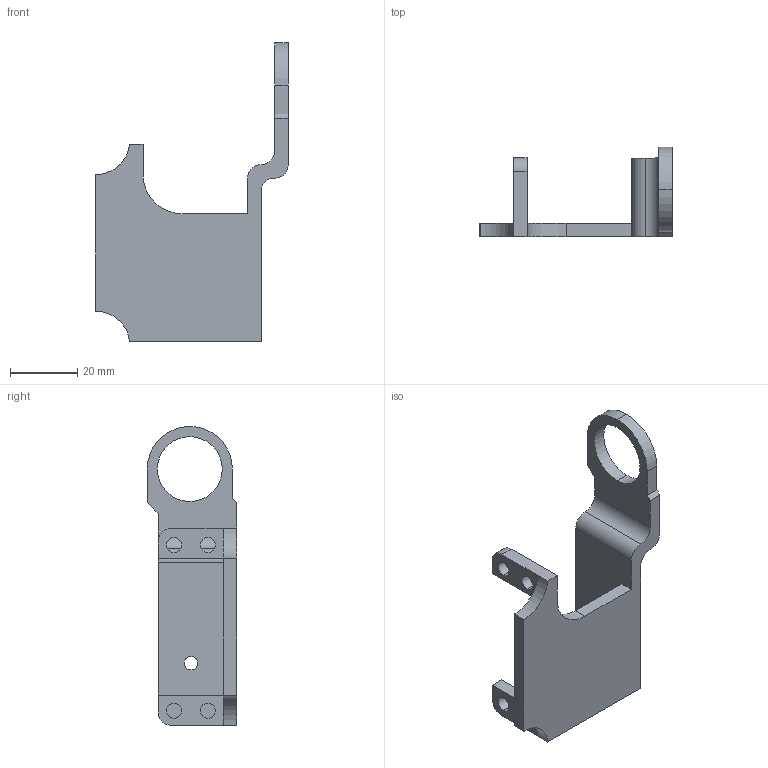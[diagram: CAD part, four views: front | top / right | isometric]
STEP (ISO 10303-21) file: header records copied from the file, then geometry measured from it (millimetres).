
FILE_DESCRIPTION (( 'STEP AP203' ), '1' );
FILE_NAME ('knee_servor_holder_direito_Default_sldprt.STEP', '2023-03-14T16:36:23', ( '' ), ( '' ), 'SwSTEP 2.0', 'SolidWorks 2022', '' );
FILE_SCHEMA (( 'CONFIG_CONTROL_DESIGN' ));
Length unit declared in the file: millimetre
Products named in the file (1): knee_servor_holder_direito_Default_sldprt
Bounding box: 57 x 26.5 x 88.6 mm (x, y, z)
Volume: 16267.2 mm3; surface area: 10170.5 mm2
Topology: 1 solids, 1 shells, 49 faces, 138 edges, 91 vertices
Faces by surface type: plane 25, cylinder 24
Entity records: 1697 total; most frequent: DIRECTION 286, CARTESIAN_POINT 279, ORIENTED_EDGE 276, EDGE_CURVE 138, AXIS2_PLACEMENT_3D 98, VERTEX_POINT 91, VECTOR 90, LINE 90
